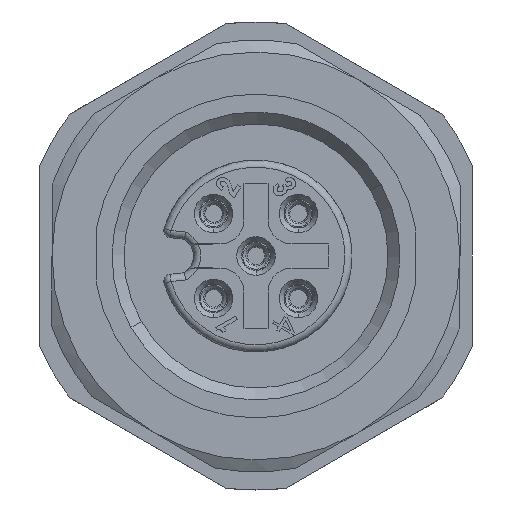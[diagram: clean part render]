
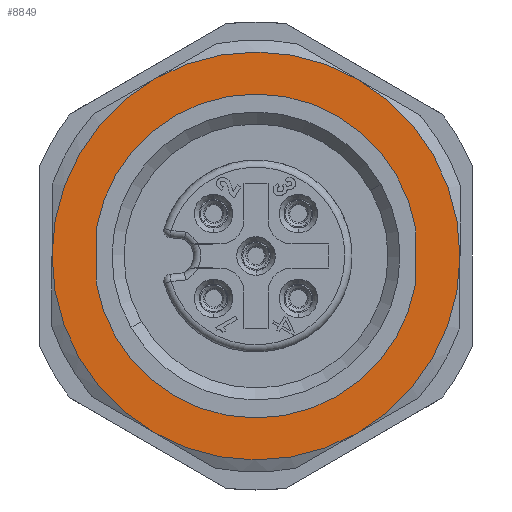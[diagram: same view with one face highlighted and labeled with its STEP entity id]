
A CAD part, front view. The second image highlights one B-rep face of the part: STEP entity #8849.
In plain terms, the highlighted planar face has unit normal (0, -1, 0).
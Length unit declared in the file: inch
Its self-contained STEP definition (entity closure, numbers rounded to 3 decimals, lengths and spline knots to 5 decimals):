
#1815=CARTESIAN_POINT('',(0.,0.35827,0.));
#1816=DIRECTION('',(0.,1.,0.));
#1817=DIRECTION('',(0.504,0.,0.864));
#1818=AXIS2_PLACEMENT_3D('',#1815,#1816,#1817);
#1820=CARTESIAN_POINT('',(0.,0.35827,0.));
#1821=DIRECTION('',(0.,1.,0.));
#1822=DIRECTION('',(1.,0.,-0.005));
#1823=AXIS2_PLACEMENT_3D('',#1820,#1821,#1822);
#1825=CARTESIAN_POINT('',(0.,0.35827,0.));
#1826=DIRECTION('',(0.,1.,0.));
#1827=DIRECTION('',(0.496,0.,-0.868));
#1828=AXIS2_PLACEMENT_3D('',#1825,#1826,#1827);
#1830=CARTESIAN_POINT('',(0.,0.35827,0.));
#1831=DIRECTION('',(0.,1.,0.));
#1832=DIRECTION('',(-0.504,0.,-0.864));
#1833=AXIS2_PLACEMENT_3D('',#1830,#1831,#1832);
#1835=CARTESIAN_POINT('',(0.,0.35827,0.));
#1836=DIRECTION('',(0.,1.,0.));
#1837=DIRECTION('',(-1.,0.,0.005));
#1838=AXIS2_PLACEMENT_3D('',#1835,#1836,#1837);
#1840=CARTESIAN_POINT('',(0.,0.35827,0.));
#1841=DIRECTION('',(0.,1.,0.));
#1842=DIRECTION('',(-0.496,0.,0.868));
#1843=AXIS2_PLACEMENT_3D('',#1840,#1841,#1842);
#1845=CARTESIAN_POINT('',(0.,0.35827,0.));
#1846=DIRECTION('',(0.,-1.,0.));
#1847=DIRECTION('',(0.986,0.,0.167));
#1848=AXIS2_PLACEMENT_3D('',#1845,#1846,#1847);
#1850=CARTESIAN_POINT('',(0.,0.35827,0.));
#1851=DIRECTION('',(0.,-1.,0.));
#1852=DIRECTION('',(0.005,0.,1.));
#1853=AXIS2_PLACEMENT_3D('',#1850,#1851,#1852);
#1855=DIRECTION('',(-0.005,0.,-1.));
#1856=VECTOR('',#1855,0.09115);
#1857=CARTESIAN_POINT('',(-0.26159,0.35827,
0.04681));
#1858=LINE('',#1857,#1856);
#1859=CARTESIAN_POINT('',(0.,0.35827,0.));
#1860=DIRECTION('',(0.,-1.,0.));
#1861=DIRECTION('',(-0.986,0.,-0.167));
#1862=AXIS2_PLACEMENT_3D('',#1859,#1860,#1861);
#1864=CARTESIAN_POINT('',(0.,0.35827,0.));
#1865=DIRECTION('',(0.,-1.,0.));
#1866=DIRECTION('',(-0.005,0.,-1.));
#1867=AXIS2_PLACEMENT_3D('',#1864,#1865,#1866);
#1869=DIRECTION('',(0.005,0.,1.));
#1870=VECTOR('',#1869,0.09115);
#1871=CARTESIAN_POINT('',(0.26159,0.35827,
-0.04681));
#1872=LINE('',#1871,#1870);
#7422=CARTESIAN_POINT('',(0.16869,0.35827,
0.28902));
#7423=CARTESIAN_POINT('',(0.33464,0.35827,
-0.00158));
#7424=VERTEX_POINT('',#7422);
#7425=VERTEX_POINT('',#7423);
#7426=CARTESIAN_POINT('',(0.16595,0.35827,
-0.2906));
#7427=VERTEX_POINT('',#7426);
#7428=CARTESIAN_POINT('',(-0.16869,0.35827,
-0.28902));
#7429=VERTEX_POINT('',#7428);
#7430=CARTESIAN_POINT('',(-0.33464,0.35827,
0.00158));
#7431=VERTEX_POINT('',#7430);
#7432=CARTESIAN_POINT('',(-0.16595,0.35827,
0.2906));
#7433=VERTEX_POINT('',#7432);
#7434=CARTESIAN_POINT('',(0.00125,0.35827,
0.26575));
#7435=CARTESIAN_POINT('',(-0.26159,0.35827,
0.04681));
#7436=VERTEX_POINT('',#7434);
#7437=VERTEX_POINT('',#7435);
#7438=CARTESIAN_POINT('',(0.26202,0.35827,
0.04434));
#7439=VERTEX_POINT('',#7438);
#7440=CARTESIAN_POINT('',(-0.26202,0.35827,
-0.04434));
#7441=VERTEX_POINT('',#7440);
#7442=CARTESIAN_POINT('',(-0.00125,0.35827,
-0.26575));
#7443=CARTESIAN_POINT('',(0.26159,0.35827,
-0.04681));
#7444=VERTEX_POINT('',#7442);
#7445=VERTEX_POINT('',#7443);
#8822=CARTESIAN_POINT('',(0.30511,0.35827,
-0.00144));
#8823=DIRECTION('',(0.,-1.,0.));
#8824=DIRECTION('',(1.,0.,-0.005));
#8825=AXIS2_PLACEMENT_3D('',#8822,#8823,#8824);
#8826=PLANE('',#8825);
#8828=ORIENTED_EDGE('',*,*,#8827,.T.);
#8830=ORIENTED_EDGE('',*,*,#8829,.T.);
#8832=ORIENTED_EDGE('',*,*,#8831,.T.);
#8834=ORIENTED_EDGE('',*,*,#8833,.T.);
#8836=ORIENTED_EDGE('',*,*,#8835,.T.);
#8838=ORIENTED_EDGE('',*,*,#8837,.T.);
#8839=EDGE_LOOP('',(#8828,#8830,#8832,#8834,#8836,#8838));
#8840=FACE_OUTER_BOUND('',#8839,.F.);
#8841=ORIENTED_EDGE('',*,*,#8786,.T.);
#8842=ORIENTED_EDGE('',*,*,#8784,.T.);
#8843=ORIENTED_EDGE('',*,*,#8800,.T.);
#8844=ORIENTED_EDGE('',*,*,#8813,.T.);
#8845=ORIENTED_EDGE('',*,*,#8811,.T.);
#8846=ORIENTED_EDGE('',*,*,#8768,.T.);
#8847=EDGE_LOOP('',(#8841,#8842,#8843,#8844,#8845,#8846));
#8848=FACE_BOUND('',#8847,.F.);
#8849=ADVANCED_FACE('',(#8840,#8848),#8826,.T.);
#1819=CIRCLE('',#1818,0.33465);
#1824=CIRCLE('',#1823,0.33465);
#1829=CIRCLE('',#1828,0.33465);
#1834=CIRCLE('',#1833,0.33465);
#1839=CIRCLE('',#1838,0.33465);
#1844=CIRCLE('',#1843,0.33465);
#1849=CIRCLE('',#1848,0.26575);
#1854=CIRCLE('',#1853,0.26575);
#1863=CIRCLE('',#1862,0.26575);
#1868=CIRCLE('',#1867,0.26575);
#8768=EDGE_CURVE('',#7445,#7439,#1872,.T.);
#8784=EDGE_CURVE('',#7436,#7437,#1854,.T.);
#8786=EDGE_CURVE('',#7439,#7436,#1849,.T.);
#8800=EDGE_CURVE('',#7437,#7441,#1858,.T.);
#8811=EDGE_CURVE('',#7444,#7445,#1868,.T.);
#8813=EDGE_CURVE('',#7441,#7444,#1863,.T.);
#8827=EDGE_CURVE('',#7424,#7425,#1819,.T.);
#8829=EDGE_CURVE('',#7425,#7427,#1824,.T.);
#8831=EDGE_CURVE('',#7427,#7429,#1829,.T.);
#8833=EDGE_CURVE('',#7429,#7431,#1834,.T.);
#8835=EDGE_CURVE('',#7431,#7433,#1839,.T.);
#8837=EDGE_CURVE('',#7433,#7424,#1844,.T.);
